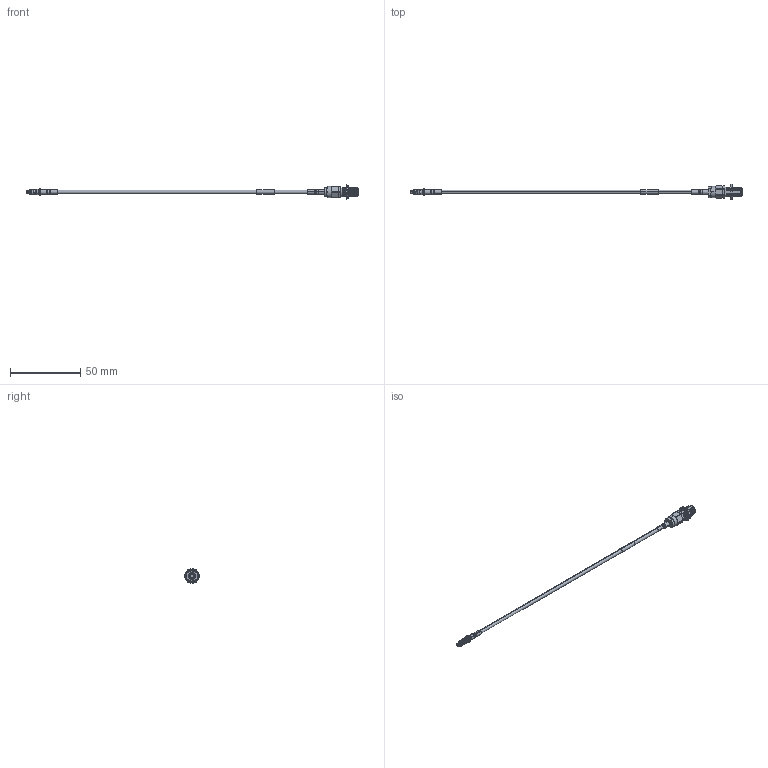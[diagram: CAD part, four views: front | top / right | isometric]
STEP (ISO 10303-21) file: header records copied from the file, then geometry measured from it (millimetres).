
FILE_DESCRIPTION (( 'STEP AP214' ), '1' );
FILE_NAME ('FMCA9739_3D.step', '2024-02-21T16:15:08', ( '' ), ( '' ), 'SwSTEP 2.0', 'SolidWorks 2022', '' );
FILE_SCHEMA (( 'AUTOMOTIVE_DESIGN' ));
Length unit declared in the file: inch
Products named in the file (6): CA-PE-P086_2_Heatshrink_LONG; 1AW01-003_.110 ID; PE44802; PE-P086HF_8 in Length; FMCA9739_3D; PE45536
Assembly tree (6 placements, depth 2):
  FMCA9739_3D
    PE-P086HF_8 in Length
    1AW01-003_.110 ID
    PE45536
    PE44802
    CA-PE-P086_2_Heatshrink_LONG  x2
Bounding box: 236.53 x 10.75 x 10.16 mm (x, y, z)
Volume: 2242 mm3; surface area: 3762.5 mm2
Topology: 7 solids, 8 shells, 410 faces, 1134 edges, 749 vertices
Faces by surface type: cylinder 155, bspline 90, plane 86, cone 63, torus 16
Entity records: 37652 total; most frequent: CARTESIAN_POINT 28279, ORIENTED_EDGE 2180, DIRECTION 1569, EDGE_CURVE 1090, VERTEX_POINT 725, AXIS2_PLACEMENT_3D 621, EDGE_LOOP 411, ADVANCED_FACE 388
